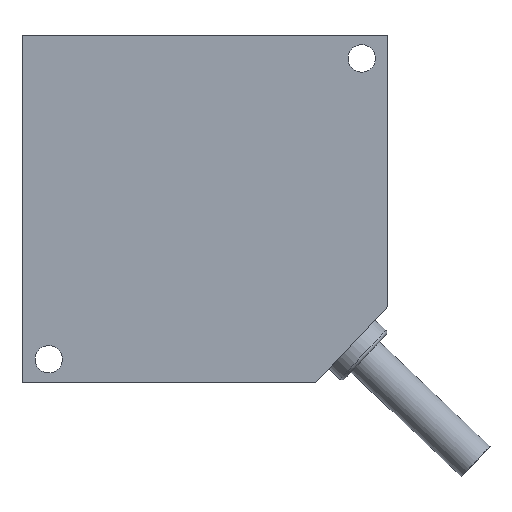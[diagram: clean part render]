
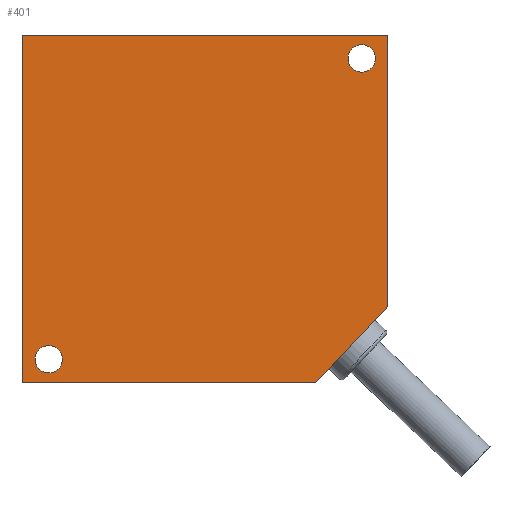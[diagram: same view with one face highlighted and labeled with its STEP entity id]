
A CAD part, left-side view. The second image highlights one B-rep face of the part: STEP entity #401.
In plain terms, the highlighted planar face has unit normal (-1, 0, 0).
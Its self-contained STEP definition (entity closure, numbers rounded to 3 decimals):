
#249 = EDGE_CURVE ( 'NONE', #250, #251, #1108, .T. ) ;
#250 = VERTEX_POINT ( 'NONE', #1104 ) ;
#251 = VERTEX_POINT ( 'NONE', #1167 ) ;
#391 = EDGE_CURVE ( 'NONE', #392, #393, #1416, .T. ) ;
#392 = VERTEX_POINT ( 'NONE', #1412 ) ;
#393 = VERTEX_POINT ( 'NONE', #1411 ) ;
#398 = VERTEX_POINT ( 'NONE', #1405 ) ;
#401 = ADVANCED_FACE ( 'NONE', ( #1404, #1403, #1402 ), #1401, .F. ) ;
#402 = EDGE_LOOP ( 'NONE', ( #403, #405 ) ) ;
#403 = ORIENTED_EDGE ( 'NONE', *, *, #404, .T. ) ;
#404 = EDGE_CURVE ( 'NONE', #393, #392, #1395, .T. ) ;
#405 = ORIENTED_EDGE ( 'NONE', *, *, #391, .T. ) ;
#406 = EDGE_LOOP ( 'NONE', ( #407, #546 ) ) ;
#407 = ORIENTED_EDGE ( 'NONE', *, *, #540, .T. ) ;
#418 = EDGE_CURVE ( 'NONE', #419, #420, #1434, .T. ) ;
#419 = VERTEX_POINT ( 'NONE', #1430 ) ;
#420 = VERTEX_POINT ( 'NONE', #1429 ) ;
#450 = EDGE_CURVE ( 'NONE', #251, #451, #1510, .T. ) ;
#451 = VERTEX_POINT ( 'NONE', #1506 ) ;
#461 = EDGE_CURVE ( 'NONE', #451, #398, #1490, .T. ) ;
#467 = EDGE_CURVE ( 'NONE', #472, #250, #1537, .T. ) ;
#471 = EDGE_CURVE ( 'NONE', #472, #398, #1528, .T. ) ;
#472 = VERTEX_POINT ( 'NONE', #1524 ) ;
#540 = EDGE_CURVE ( 'NONE', #420, #419, #1620, .T. ) ;
#541 = ORIENTED_EDGE ( 'NONE', *, *, #461, .F. ) ;
#542 = ORIENTED_EDGE ( 'NONE', *, *, #450, .F. ) ;
#543 = ORIENTED_EDGE ( 'NONE', *, *, #467, .F. ) ;
#544 = ORIENTED_EDGE ( 'NONE', *, *, #471, .T. ) ;
#545 = EDGE_LOOP ( 'NONE', ( #543, #544, #541, #542, #554 ) ) ;
#546 = ORIENTED_EDGE ( 'NONE', *, *, #418, .T. ) ;
#554 = ORIENTED_EDGE ( 'NONE', *, *, #249, .F. ) ;
#1104 = CARTESIAN_POINT ( 'NONE',  ( -10.2, 12.5, -57. ) ) ;
#1105 = DIRECTION ( 'NONE',  ( 0., 0., 1. ) ) ;
#1106 = VECTOR ( 'NONE', #1105, 1000. ) ;
#1107 = CARTESIAN_POINT ( 'NONE',  ( -10.2, 12.5, 0. ) ) ;
#1108 = LINE ( 'NONE', #1107, #1106 ) ;
#1167 = CARTESIAN_POINT ( 'NONE',  ( -10.2, 12.5, 0. ) ) ;
#1356 = CARTESIAN_POINT ( 'NONE',  ( -10.2, 8.2, -53.2 ) ) ;
#1392 = DIRECTION ( 'NONE',  ( 0., 0., -1. ) ) ;
#1393 = DIRECTION ( 'NONE',  ( 1., 0., 0. ) ) ;
#1394 = AXIS2_PLACEMENT_3D ( 'NONE', #1400, #1393, #1392 ) ;
#1395 = CIRCLE ( 'NONE', #1394, 2.25 ) ;
#1396 = DIRECTION ( 'NONE',  ( 0., 0., -1. ) ) ;
#1397 = DIRECTION ( 'NONE',  ( 1., 0., 0. ) ) ;
#1398 = CARTESIAN_POINT ( 'NONE',  ( -10.2, -47.5, 0. ) ) ;
#1399 = AXIS2_PLACEMENT_3D ( 'NONE', #1398, #1397, #1396 ) ;
#1400 = CARTESIAN_POINT ( 'NONE',  ( -10.2, 8.2, -53.2 ) ) ;
#1401 = PLANE ( 'NONE',  #1399 ) ;
#1402 = FACE_OUTER_BOUND ( 'NONE', #545, .T. ) ;
#1403 = FACE_BOUND ( 'NONE', #406, .T. ) ;
#1404 = FACE_BOUND ( 'NONE', #402, .T. ) ;
#1405 = CARTESIAN_POINT ( 'NONE',  ( -10.2, -47.5, -44.514 ) ) ;
#1411 = CARTESIAN_POINT ( 'NONE',  ( -10.2, 8.2, -55.45 ) ) ;
#1412 = CARTESIAN_POINT ( 'NONE',  ( -10.2, 8.2, -50.95 ) ) ;
#1413 = DIRECTION ( 'NONE',  ( 0., 0., -1. ) ) ;
#1414 = DIRECTION ( 'NONE',  ( 1., 0., 0. ) ) ;
#1415 = AXIS2_PLACEMENT_3D ( 'NONE', #1356, #1414, #1413 ) ;
#1416 = CIRCLE ( 'NONE', #1415, 2.25 ) ;
#1429 = CARTESIAN_POINT ( 'NONE',  ( -10.2, -43.2, -6.05 ) ) ;
#1430 = CARTESIAN_POINT ( 'NONE',  ( -10.2, -43.2, -1.55 ) ) ;
#1431 = DIRECTION ( 'NONE',  ( 0., 0., -1. ) ) ;
#1432 = DIRECTION ( 'NONE',  ( 1., 0., 0. ) ) ;
#1433 = AXIS2_PLACEMENT_3D ( 'NONE', #1439, #1432, #1431 ) ;
#1434 = CIRCLE ( 'NONE', #1433, 2.25 ) ;
#1439 = CARTESIAN_POINT ( 'NONE',  ( -10.2, -43.2, -3.8 ) ) ;
#1487 = DIRECTION ( 'NONE',  ( 0., 0., -1. ) ) ;
#1488 = VECTOR ( 'NONE', #1487, 1000. ) ;
#1489 = CARTESIAN_POINT ( 'NONE',  ( -10.2, -47.5, 0. ) ) ;
#1490 = LINE ( 'NONE', #1489, #1488 ) ;
#1506 = CARTESIAN_POINT ( 'NONE',  ( -10.2, -47.5, 0. ) ) ;
#1507 = DIRECTION ( 'NONE',  ( 0., -1., 0. ) ) ;
#1508 = VECTOR ( 'NONE', #1507, 1000. ) ;
#1509 = CARTESIAN_POINT ( 'NONE',  ( -10.2, 12.5, 0. ) ) ;
#1510 = LINE ( 'NONE', #1509, #1508 ) ;
#1524 = CARTESIAN_POINT ( 'NONE',  ( -10.2, -35.67, -57. ) ) ;
#1525 = DIRECTION ( 'NONE',  ( 0., -0.688, 0.726 ) ) ;
#1526 = VECTOR ( 'NONE', #1525, 1000. ) ;
#1527 = CARTESIAN_POINT ( 'NONE',  ( -10.2, -35.67, -57. ) ) ;
#1528 = LINE ( 'NONE', #1527, #1526 ) ;
#1534 = DIRECTION ( 'NONE',  ( 0., 1., 0. ) ) ;
#1535 = VECTOR ( 'NONE', #1534, 1000. ) ;
#1536 = CARTESIAN_POINT ( 'NONE',  ( -10.2, 12.5, -57. ) ) ;
#1537 = LINE ( 'NONE', #1536, #1535 ) ;
#1616 = DIRECTION ( 'NONE',  ( 0., 0., -1. ) ) ;
#1617 = DIRECTION ( 'NONE',  ( 1., 0., 0. ) ) ;
#1618 = CARTESIAN_POINT ( 'NONE',  ( -10.2, -43.2, -3.8 ) ) ;
#1619 = AXIS2_PLACEMENT_3D ( 'NONE', #1618, #1617, #1616 ) ;
#1620 = CIRCLE ( 'NONE', #1619, 2.25 ) ;
